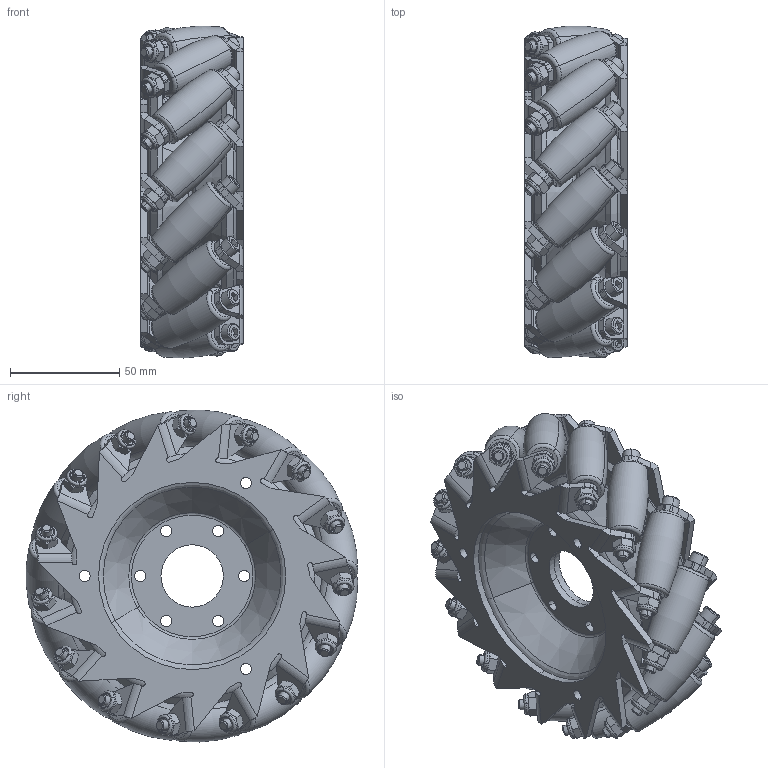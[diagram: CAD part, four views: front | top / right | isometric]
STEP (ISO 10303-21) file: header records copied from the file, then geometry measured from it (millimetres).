
FILE_DESCRIPTION (( 'STEP AP203' ), '1' );
FILE_NAME ('Right 6 inch HD Mecanum Wheel.STEP', '2010-09-15T21:52:30', ( '' ), ( '' ), 'SwSTEP 2.0', 'SolidWorks 2010', '' );
FILE_SCHEMA (( 'CONFIG_CONTROL_DESIGN' ));
Length unit declared in the file: inch
Products named in the file (11): roller HD; roller tube; MBC Bushing MU04TH04; roller axle; SHCS 10-32x2.125_HX-SHCS 0.19-32x2.25x0.875-C; #10 LockNut; Right 6 inch HD Mecanum Wheel; Mid Hub SubAssembly; Hub Shallow; Right Plate HD; Roller assy
Assembly tree (55 placements, depth 3):
  Right 6 inch HD Mecanum Wheel
    SHCS 10-32x2.125_HX-SHCS 0.19-32x2.25x0.875-C  x15
    #10 LockNut  x15
    Roller assy  x15
      MBC Bushing MU04TH04
      roller tube
      roller HD
      roller axle
    Right Plate HD  x2
    Mid Hub SubAssembly
      Hub Shallow  x2
Bounding box: 47.07 x 151.85 x 152.11 mm (x, y, z)
Volume: 276570.4 mm3; surface area: 234241.1 mm2
Topology: 109 solids, 109 shells, 2184 faces, 4894 edges, 2947 vertices
Faces by surface type: plane 852, cylinder 748, torus 294, bspline 180, cone 110
Entity records: 16134 total; most frequent: CARTESIAN_POINT 2605, DIRECTION 2531, ORIENTED_EDGE 2198, EDGE_CURVE 1099, AXIS2_PLACEMENT_3D 961, VERTEX_POINT 675, LINE 609, VECTOR 609
